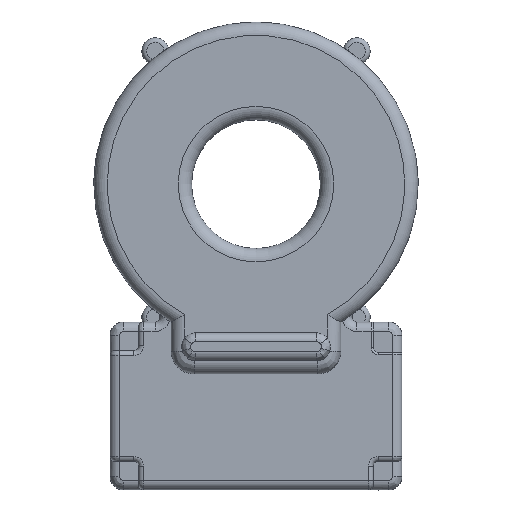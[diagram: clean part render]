
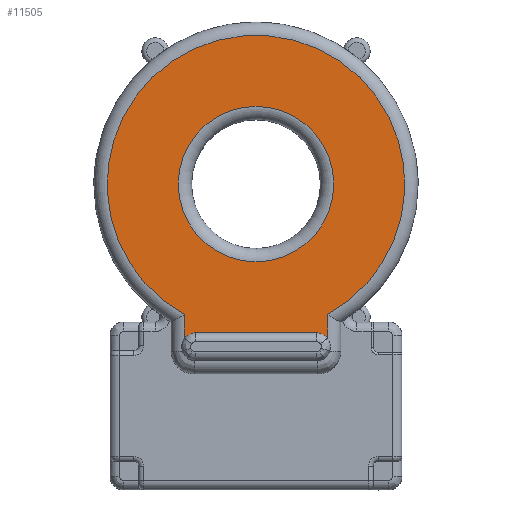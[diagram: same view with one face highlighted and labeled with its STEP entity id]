
A CAD part, top view. The second image highlights one B-rep face of the part: STEP entity #11505.
In plain terms, the highlighted planar face has unit normal (0, 0, 1).
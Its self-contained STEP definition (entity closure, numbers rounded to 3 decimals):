
#11042 = VERTEX_POINT('',#11043);
#11043 = CARTESIAN_POINT('',(-7.506,-16.143,
    12.873));
#11092 = VERTEX_POINT('',#11093);
#11093 = CARTESIAN_POINT('',(-6.356,-15.576,
    12.873));
#11100 = EDGE_CURVE('',#11042,#11092,#11101,.T.);
#11101 = CIRCLE('',#11102,1.45);
#11102 = AXIS2_PLACEMENT_3D('',#11103,#11104,#11105);
#11103 = CARTESIAN_POINT('',(-6.356,-17.026,
    12.873));
#11104 = DIRECTION('',(0.,0.,-1.));
#11105 = DIRECTION('',(0.,-1.,0.));
#11181 = VERTEX_POINT('',#11182);
#11182 = CARTESIAN_POINT('',(6.344,-15.576,
    12.873));
#11189 = EDGE_CURVE('',#11092,#11181,#11190,.T.);
#11190 = LINE('',#11191,#11192);
#11191 = CARTESIAN_POINT('',(3.169,-15.576,
    12.873));
#11192 = VECTOR('',#11193,1.);
#11193 = DIRECTION('',(1.,0.,0.));
#11252 = VERTEX_POINT('',#11253);
#11253 = CARTESIAN_POINT('',(7.494,-16.143,
    12.873));
#11260 = EDGE_CURVE('',#11181,#11252,#11261,.T.);
#11261 = CIRCLE('',#11262,1.45);
#11262 = AXIS2_PLACEMENT_3D('',#11263,#11264,#11265);
#11263 = CARTESIAN_POINT('',(6.344,-17.026,
    12.873));
#11264 = DIRECTION('',(0.,0.,-1.));
#11265 = DIRECTION('',(0.,1.,0.));
#11505 = ADVANCED_FACE('',(#11506,#11534),#11545,.T.);
#11506 = FACE_BOUND('',#11507,.T.);
#11507 = EDGE_LOOP('',(#11508,#11509,#11517,#11526,#11532,#11533));
#11508 = ORIENTED_EDGE('',*,*,#11260,.T.);
#11509 = ORIENTED_EDGE('',*,*,#11510,.T.);
#11510 = EDGE_CURVE('',#11252,#11511,#11513,.T.);
#11511 = VERTEX_POINT('',#11512);
#11512 = CARTESIAN_POINT('',(7.494,-13.655,
    12.873));
#11513 = LINE('',#11514,#11515);
#11514 = CARTESIAN_POINT('',(7.494,-7.218,
    12.873));
#11515 = VECTOR('',#11516,1.);
#11516 = DIRECTION('',(0.,1.,0.));
#11517 = ORIENTED_EDGE('',*,*,#11518,.F.);
#11518 = EDGE_CURVE('',#11519,#11511,#11521,.T.);
#11519 = VERTEX_POINT('',#11520);
#11520 = CARTESIAN_POINT('',(-7.506,-13.655,
    12.873));
#11521 = CIRCLE('',#11522,15.6);
#11522 = AXIS2_PLACEMENT_3D('',#11523,#11524,#11525);
#11523 = CARTESIAN_POINT('',(-0.006,0.024,
    12.873));
#11524 = DIRECTION('',(0.,0.,-1.));
#11525 = DIRECTION('',(0.,1.,0.));
#11526 = ORIENTED_EDGE('',*,*,#11527,.T.);
#11527 = EDGE_CURVE('',#11519,#11042,#11528,.T.);
#11528 = LINE('',#11529,#11530);
#11529 = CARTESIAN_POINT('',(-7.506,-9.926,
    12.873));
#11530 = VECTOR('',#11531,1.);
#11531 = DIRECTION('',(0.,-1.,0.));
#11532 = ORIENTED_EDGE('',*,*,#11100,.T.);
#11533 = ORIENTED_EDGE('',*,*,#11189,.T.);
#11534 = FACE_BOUND('',#11535,.T.);
#11535 = EDGE_LOOP('',(#11536));
#11536 = ORIENTED_EDGE('',*,*,#11537,.F.);
#11537 = EDGE_CURVE('',#11538,#11538,#11540,.T.);
#11538 = VERTEX_POINT('',#11539);
#11539 = CARTESIAN_POINT('',(8.144,0.024,
    12.873));
#11540 = CIRCLE('',#11541,8.15);
#11541 = AXIS2_PLACEMENT_3D('',#11542,#11543,#11544);
#11542 = CARTESIAN_POINT('',(-0.006,0.024,
    12.873));
#11543 = DIRECTION('',(0.,0.,1.));
#11544 = DIRECTION('',(-1.,0.,0.));
#11545 = PLANE('',#11546);
#11546 = AXIS2_PLACEMENT_3D('',#11547,#11548,#11549);
#11547 = CARTESIAN_POINT('',(-0.006,0.024,
    12.873));
#11548 = DIRECTION('',(0.,0.,1.));
#11549 = DIRECTION('',(1.,0.,0.));
